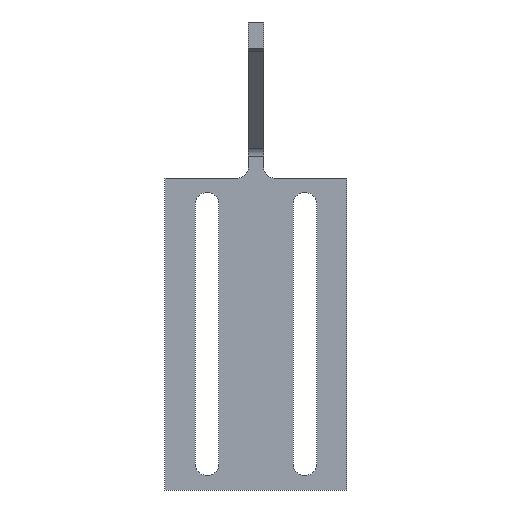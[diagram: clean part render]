
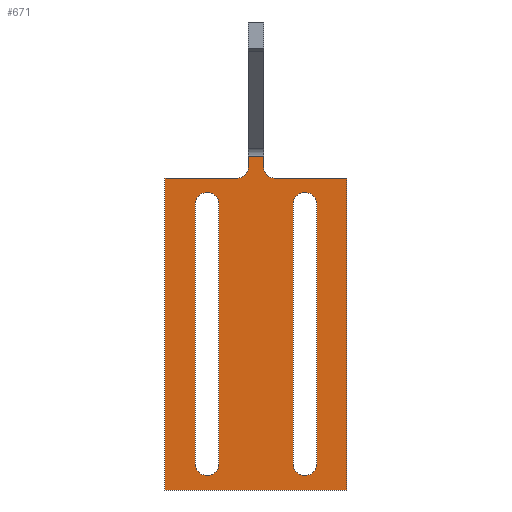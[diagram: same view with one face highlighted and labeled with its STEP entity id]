
A CAD part, left-side view. The second image highlights one B-rep face of the part: STEP entity #671.
In plain terms, the highlighted planar face has unit normal (-1, 0, 0).
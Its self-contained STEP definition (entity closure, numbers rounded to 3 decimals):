
#15=FACE_BOUND('',#127,.T.);
#16=FACE_BOUND('',#128,.T.);
#34=CIRCLE('',#717,2.25);
#36=CIRCLE('',#721,2.25);
#38=CIRCLE('',#724,2.25);
#40=CIRCLE('',#728,2.25);
#43=CIRCLE('',#734,2.);
#44=CIRCLE('',#735,2.);
#94=FACE_OUTER_BOUND('',#126,.T.);
#126=EDGE_LOOP('',(#487,#488,#489,#490,#491,#492,#493,#494,#495,#496));
#127=EDGE_LOOP('',(#497,#498,#499,#500));
#128=EDGE_LOOP('',(#501,#502,#503,#504));
#169=LINE('',#991,#229);
#173=LINE('',#1003,#233);
#178=LINE('',#1021,#238);
#182=LINE('',#1031,#242);
#183=LINE('',#1037,#243);
#185=LINE('',#1043,#245);
#186=LINE('',#1047,#246);
#187=LINE('',#1049,#247);
#188=LINE('',#1051,#248);
#189=LINE('',#1053,#249);
#190=LINE('',#1055,#250);
#191=LINE('',#1058,#251);
#229=VECTOR('',#789,10.);
#233=VECTOR('',#801,10.);
#238=VECTOR('',#820,10.);
#242=VECTOR('',#832,10.);
#243=VECTOR('',#837,10.);
#245=VECTOR('',#843,10.);
#246=VECTOR('',#846,10.);
#247=VECTOR('',#847,10.);
#248=VECTOR('',#848,10.);
#249=VECTOR('',#849,10.);
#250=VECTOR('',#850,10.);
#251=VECTOR('',#853,10.);
#289=VERTEX_POINT('',#988);
#290=VERTEX_POINT('',#990);
#292=VERTEX_POINT('',#996);
#294=VERTEX_POINT('',#1002);
#297=VERTEX_POINT('',#1012);
#298=VERTEX_POINT('',#1014);
#300=VERTEX_POINT('',#1020);
#302=VERTEX_POINT('',#1026);
#304=VERTEX_POINT('',#1034);
#305=VERTEX_POINT('',#1036);
#307=VERTEX_POINT('',#1042);
#308=VERTEX_POINT('',#1044);
#309=VERTEX_POINT('',#1046);
#310=VERTEX_POINT('',#1048);
#311=VERTEX_POINT('',#1050);
#312=VERTEX_POINT('',#1052);
#313=VERTEX_POINT('',#1054);
#314=VERTEX_POINT('',#1056);
#356=EDGE_CURVE('',#290,#289,#169,.T.);
#359=EDGE_CURVE('',#292,#290,#34,.T.);
#362=EDGE_CURVE('',#294,#292,#173,.T.);
#365=EDGE_CURVE('',#289,#294,#36,.T.);
#368=EDGE_CURVE('',#298,#297,#38,.T.);
#371=EDGE_CURVE('',#300,#298,#178,.T.);
#374=EDGE_CURVE('',#302,#300,#40,.T.);
#377=EDGE_CURVE('',#297,#302,#182,.T.);
#379=EDGE_CURVE('',#304,#305,#183,.T.);
#382=EDGE_CURVE('',#307,#304,#185,.T.);
#383=EDGE_CURVE('',#308,#307,#43,.T.);
#384=EDGE_CURVE('',#308,#309,#186,.T.);
#385=EDGE_CURVE('',#310,#309,#187,.T.);
#386=EDGE_CURVE('',#311,#310,#188,.T.);
#387=EDGE_CURVE('',#312,#311,#189,.T.);
#388=EDGE_CURVE('',#313,#312,#190,.T.);
#389=EDGE_CURVE('',#314,#313,#44,.T.);
#390=EDGE_CURVE('',#314,#305,#191,.T.);
#487=ORIENTED_EDGE('',*,*,#379,.F.);
#488=ORIENTED_EDGE('',*,*,#382,.F.);
#489=ORIENTED_EDGE('',*,*,#383,.F.);
#490=ORIENTED_EDGE('',*,*,#384,.T.);
#491=ORIENTED_EDGE('',*,*,#385,.F.);
#492=ORIENTED_EDGE('',*,*,#386,.F.);
#493=ORIENTED_EDGE('',*,*,#387,.F.);
#494=ORIENTED_EDGE('',*,*,#388,.F.);
#495=ORIENTED_EDGE('',*,*,#389,.F.);
#496=ORIENTED_EDGE('',*,*,#390,.T.);
#497=ORIENTED_EDGE('',*,*,#362,.T.);
#498=ORIENTED_EDGE('',*,*,#359,.T.);
#499=ORIENTED_EDGE('',*,*,#356,.T.);
#500=ORIENTED_EDGE('',*,*,#365,.T.);
#501=ORIENTED_EDGE('',*,*,#374,.T.);
#502=ORIENTED_EDGE('',*,*,#371,.T.);
#503=ORIENTED_EDGE('',*,*,#368,.T.);
#504=ORIENTED_EDGE('',*,*,#377,.T.);
#649=PLANE('',#733);
#671=ADVANCED_FACE('',(#94,#15,#16),#649,.T.);
#717=AXIS2_PLACEMENT_3D('',#997,#795,#796);
#721=AXIS2_PLACEMENT_3D('',#1007,#807,#808);
#724=AXIS2_PLACEMENT_3D('',#1015,#814,#815);
#728=AXIS2_PLACEMENT_3D('',#1027,#826,#827);
#733=AXIS2_PLACEMENT_3D('',#1041,#841,#842);
#734=AXIS2_PLACEMENT_3D('',#1045,#844,#845);
#735=AXIS2_PLACEMENT_3D('',#1057,#851,#852);
#789=DIRECTION('',(0.,0.,1.));
#795=DIRECTION('center_axis',(1.,0.,0.));
#796=DIRECTION('ref_axis',(0.,1.,0.));
#801=DIRECTION('',(0.,0.,-1.));
#807=DIRECTION('center_axis',(1.,0.,0.));
#808=DIRECTION('ref_axis',(0.,-1.,0.));
#814=DIRECTION('center_axis',(1.,0.,0.));
#815=DIRECTION('ref_axis',(0.,1.,0.));
#820=DIRECTION('',(0.,0.,-1.));
#826=DIRECTION('center_axis',(1.,0.,0.));
#827=DIRECTION('ref_axis',(0.,-1.,0.));
#832=DIRECTION('',(0.,0.,1.));
#837=DIRECTION('',(0.,-1.,0.));
#841=DIRECTION('center_axis',(-1.,0.,0.));
#842=DIRECTION('ref_axis',(0.,0.,1.));
#843=DIRECTION('',(0.,0.,1.));
#844=DIRECTION('center_axis',(-1.,0.,0.));
#845=DIRECTION('ref_axis',(0.,-0.707,-0.707));
#846=DIRECTION('',(0.,1.,0.));
#847=DIRECTION('',(0.,0.,1.));
#848=DIRECTION('',(0.,1.,0.));
#849=DIRECTION('',(0.,0.,-1.));
#850=DIRECTION('',(0.,-1.,0.));
#851=DIRECTION('center_axis',(-1.,0.,0.));
#852=DIRECTION('ref_axis',(0.,0.707,-0.707));
#853=DIRECTION('',(0.,0.,1.));
#988=CARTESIAN_POINT('',(-4.,13.15,-35.));
#990=CARTESIAN_POINT('',(-4.,13.15,-85.));
#991=CARTESIAN_POINT('',(-4.,13.15,-87.5));
#996=CARTESIAN_POINT('',(-4.,8.65,-85.));
#997=CARTESIAN_POINT('Origin',(-4.,10.9,-85.));
#1002=CARTESIAN_POINT('',(-4.,8.65,-35.));
#1003=CARTESIAN_POINT('',(-4.,8.65,-62.5));
#1007=CARTESIAN_POINT('Origin',(-4.,10.9,-35.));
#1012=CARTESIAN_POINT('',(-4.,-5.65,-85.));
#1014=CARTESIAN_POINT('',(-4.,-10.15,-85.));
#1015=CARTESIAN_POINT('Origin',(-4.,-7.9,-85.));
#1020=CARTESIAN_POINT('',(-4.,-10.15,-35.));
#1021=CARTESIAN_POINT('',(-4.,-10.15,-62.5));
#1026=CARTESIAN_POINT('',(-4.,-5.65,-35.));
#1027=CARTESIAN_POINT('Origin',(-4.,-7.9,-35.));
#1031=CARTESIAN_POINT('',(-4.,-5.65,-87.5));
#1034=CARTESIAN_POINT('',(-4.,3.,-25.828));
#1036=CARTESIAN_POINT('',(-4.,0.,-25.828));
#1037=CARTESIAN_POINT('',(-4.,0.,-25.828));
#1041=CARTESIAN_POINT('Origin',(-4.,0.,-90.));
#1042=CARTESIAN_POINT('',(-4.,3.,-28.));
#1043=CARTESIAN_POINT('',(-4.,3.,-90.));
#1044=CARTESIAN_POINT('',(-4.,5.,-30.));
#1045=CARTESIAN_POINT('Origin',(-4.,5.,-28.));
#1046=CARTESIAN_POINT('',(-4.,19.,-30.));
#1047=CARTESIAN_POINT('',(-4.,3.,-30.));
#1048=CARTESIAN_POINT('',(-4.,19.,-90.));
#1049=CARTESIAN_POINT('',(-4.,19.,-90.));
#1050=CARTESIAN_POINT('',(-4.,-16.,-90.));
#1051=CARTESIAN_POINT('',(-4.,0.,-90.));
#1052=CARTESIAN_POINT('',(-4.,-16.,-30.));
#1053=CARTESIAN_POINT('',(-4.,-16.,-30.));
#1054=CARTESIAN_POINT('',(-4.,-2.,-30.));
#1055=CARTESIAN_POINT('',(-4.,0.,-30.));
#1056=CARTESIAN_POINT('',(-4.,0.,-28.));
#1057=CARTESIAN_POINT('Origin',(-4.,-2.,-28.));
#1058=CARTESIAN_POINT('',(-4.,0.,-90.));
